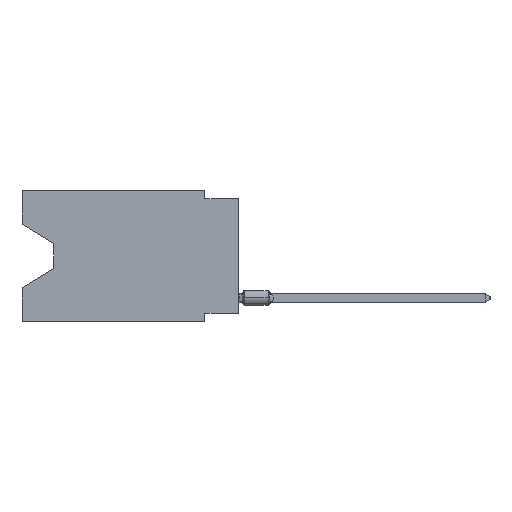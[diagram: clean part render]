
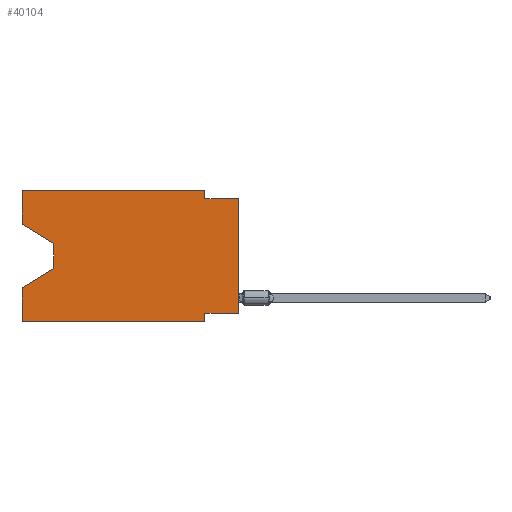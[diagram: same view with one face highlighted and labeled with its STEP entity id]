
A CAD part, left-side view. The second image highlights one B-rep face of the part: STEP entity #40104.
In plain terms, the highlighted planar face has unit normal (-1, 0, 0).
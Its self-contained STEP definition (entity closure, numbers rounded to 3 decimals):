
#194 = DIRECTION ( 'NONE',  ( 0., 0., 1. ) ) ;
#929 = DIRECTION ( 'NONE',  ( 0., 0., 1. ) ) ;
#930 = CARTESIAN_POINT ( 'NONE',  ( 0., 0., -0.635 ) ) ;
#1390 = CARTESIAN_POINT ( 'NONE',  ( 0., 16.383, 0. ) ) ;
#1891 = DIRECTION ( 'NONE',  ( 0., 0., -1. ) ) ;
#2012 = CARTESIAN_POINT ( 'NONE',  ( 0., 13.97, -5.893 ) ) ;
#2149 = EDGE_CURVE ( 'NONE', #15190, #5350, #23910, .T. ) ;
#2426 = LINE ( 'NONE', #11876, #6479 ) ;
#2904 = ORIENTED_EDGE ( 'NONE', *, *, #14236, .T. ) ;
#3076 = ORIENTED_EDGE ( 'NONE', *, *, #9840, .F. ) ;
#3418 = ORIENTED_EDGE ( 'NONE', *, *, #15228, .F. ) ;
#4387 = EDGE_CURVE ( 'NONE', #22249, #30492, #7865, .T. ) ;
#5057 = EDGE_CURVE ( 'NONE', #38498, #29235, #6833, .T. ) ;
#5350 = VERTEX_POINT ( 'NONE', #21970 ) ;
#6147 = DIRECTION ( 'NONE',  ( 0., -0.855, -0.519 ) ) ;
#6232 = DIRECTION ( 'NONE',  ( 0., 0., -1. ) ) ;
#6479 = VECTOR ( 'NONE', #14617, 1000. ) ;
#6513 = CARTESIAN_POINT ( 'NONE',  ( 0., 16.383, 0. ) ) ;
#6833 = LINE ( 'NONE', #930, #31610 ) ;
#7523 = LINE ( 'NONE', #24150, #25968 ) ;
#7788 = VECTOR ( 'NONE', #6147, 1000. ) ;
#7865 = LINE ( 'NONE', #36055, #14075 ) ;
#7911 = DIRECTION ( 'NONE',  ( 0., -1., 0. ) ) ;
#8979 = CARTESIAN_POINT ( 'NONE',  ( 0., 16.383, -9.906 ) ) ;
#9235 = AXIS2_PLACEMENT_3D ( 'NONE', #15324, #30727, #1891 ) ;
#9840 = EDGE_CURVE ( 'NONE', #5350, #38498, #31208, .T. ) ;
#10542 = LINE ( 'NONE', #13912, #33905 ) ;
#10853 = CARTESIAN_POINT ( 'NONE',  ( 0., 16.383, -9.906 ) ) ;
#11389 = CARTESIAN_POINT ( 'NONE',  ( 0., 2.54, -0.635 ) ) ;
#11876 = CARTESIAN_POINT ( 'NONE',  ( 0., 0., -9.271 ) ) ;
#12287 = ORIENTED_EDGE ( 'NONE', *, *, #40112, .T. ) ;
#12936 = VERTEX_POINT ( 'NONE', #2012 ) ;
#13912 = CARTESIAN_POINT ( 'NONE',  ( 0., 0., 0. ) ) ;
#14075 = VECTOR ( 'NONE', #929, 1000. ) ;
#14236 = EDGE_CURVE ( 'NONE', #12936, #30492, #7523, .T. ) ;
#14343 = EDGE_CURVE ( 'NONE', #15200, #29851, #2426, .T. ) ;
#14617 = DIRECTION ( 'NONE',  ( 0., 1., 0. ) ) ;
#14707 = LINE ( 'NONE', #19533, #36075 ) ;
#14873 = EDGE_CURVE ( 'NONE', #19410, #31637, #34972, .T. ) ;
#15190 = VERTEX_POINT ( 'NONE', #37650 ) ;
#15200 = VERTEX_POINT ( 'NONE', #33886 ) ;
#15228 = EDGE_CURVE ( 'NONE', #19410, #15190, #15768, .T. ) ;
#15324 = CARTESIAN_POINT ( 'NONE',  ( 0., 16.383, 0. ) ) ;
#15768 = LINE ( 'NONE', #6513, #32744 ) ;
#17432 = EDGE_LOOP ( 'NONE', ( #36544, #12287, #2904, #23469, #32218, #17812, #19379, #36059, #40028, #3076, #22043, #3418 ) ) ;
#17654 = VECTOR ( 'NONE', #31413, 1000. ) ;
#17812 = ORIENTED_EDGE ( 'NONE', *, *, #32664, .F. ) ;
#17881 = FACE_OUTER_BOUND ( 'NONE', #17432, .T. ) ;
#18500 = PLANE ( 'NONE',  #9235 ) ;
#18569 = CARTESIAN_POINT ( 'NONE',  ( 0., 2.54, 0. ) ) ;
#18965 = CARTESIAN_POINT ( 'NONE',  ( 0., 16.383, -7.36 ) ) ;
#19379 = ORIENTED_EDGE ( 'NONE', *, *, #14343, .F. ) ;
#19410 = VERTEX_POINT ( 'NONE', #29582 ) ;
#19533 = CARTESIAN_POINT ( 'NONE',  ( 0., 13.97, -4.013 ) ) ;
#19678 = LINE ( 'NONE', #35049, #37239 ) ;
#20611 = VERTEX_POINT ( 'NONE', #24401 ) ;
#21219 = EDGE_CURVE ( 'NONE', #22249, #20611, #21617, .T. ) ;
#21617 = LINE ( 'NONE', #8979, #28608 ) ;
#21833 = DIRECTION ( 'NONE',  ( 0., -1., 0. ) ) ;
#21947 = CARTESIAN_POINT ( 'NONE',  ( 0., 16.383, -2.546 ) ) ;
#21970 = CARTESIAN_POINT ( 'NONE',  ( 0., 2.54, 0. ) ) ;
#22043 = ORIENTED_EDGE ( 'NONE', *, *, #2149, .F. ) ;
#22249 = VERTEX_POINT ( 'NONE', #10853 ) ;
#23252 = CARTESIAN_POINT ( 'NONE',  ( 0., 13.97, -4.013 ) ) ;
#23469 = ORIENTED_EDGE ( 'NONE', *, *, #4387, .F. ) ;
#23910 = LINE ( 'NONE', #1390, #37575 ) ;
#24150 = CARTESIAN_POINT ( 'NONE',  ( 0., 13.97, -5.893 ) ) ;
#24401 = CARTESIAN_POINT ( 'NONE',  ( 0., 2.54, -9.906 ) ) ;
#25968 = VECTOR ( 'NONE', #30686, 1000. ) ;
#26769 = DIRECTION ( 'NONE',  ( 0., 0., 1. ) ) ;
#28608 = VECTOR ( 'NONE', #21833, 1000. ) ;
#29007 = DIRECTION ( 'NONE',  ( 0., 0., -1. ) ) ;
#29235 = VERTEX_POINT ( 'NONE', #38617 ) ;
#29553 = DIRECTION ( 'NONE',  ( 0., -1., 0. ) ) ;
#29582 = CARTESIAN_POINT ( 'NONE',  ( 0., 16.383, -2.546 ) ) ;
#29851 = VERTEX_POINT ( 'NONE', #30628 ) ;
#30492 = VERTEX_POINT ( 'NONE', #18965 ) ;
#30628 = CARTESIAN_POINT ( 'NONE',  ( 0., 2.54, -9.271 ) ) ;
#30686 = DIRECTION ( 'NONE',  ( 0., 0.855, -0.519 ) ) ;
#30727 = DIRECTION ( 'NONE',  ( 1., 0., 0. ) ) ;
#31208 = LINE ( 'NONE', #18569, #17654 ) ;
#31413 = DIRECTION ( 'NONE',  ( 0., 0., -1. ) ) ;
#31610 = VECTOR ( 'NONE', #29553, 1000. ) ;
#31637 = VERTEX_POINT ( 'NONE', #23252 ) ;
#32218 = ORIENTED_EDGE ( 'NONE', *, *, #21219, .T. ) ;
#32664 = EDGE_CURVE ( 'NONE', #29851, #20611, #19678, .T. ) ;
#32744 = VECTOR ( 'NONE', #194, 1000. ) ;
#33886 = CARTESIAN_POINT ( 'NONE',  ( 0., 0., -9.271 ) ) ;
#33905 = VECTOR ( 'NONE', #26769, 1000. ) ;
#34972 = LINE ( 'NONE', #21947, #7788 ) ;
#35049 = CARTESIAN_POINT ( 'NONE',  ( 0., 2.54, -9.906 ) ) ;
#36055 = CARTESIAN_POINT ( 'NONE',  ( 0., 16.383, 0. ) ) ;
#36059 = ORIENTED_EDGE ( 'NONE', *, *, #36909, .T. ) ;
#36075 = VECTOR ( 'NONE', #29007, 1000. ) ;
#36544 = ORIENTED_EDGE ( 'NONE', *, *, #14873, .T. ) ;
#36909 = EDGE_CURVE ( 'NONE', #15200, #29235, #10542, .T. ) ;
#37239 = VECTOR ( 'NONE', #6232, 1000. ) ;
#37575 = VECTOR ( 'NONE', #7911, 1000. ) ;
#37650 = CARTESIAN_POINT ( 'NONE',  ( 0., 16.383, 0. ) ) ;
#38498 = VERTEX_POINT ( 'NONE', #11389 ) ;
#38617 = CARTESIAN_POINT ( 'NONE',  ( 0., 0., -0.635 ) ) ;
#40028 = ORIENTED_EDGE ( 'NONE', *, *, #5057, .F. ) ;
#40104 = ADVANCED_FACE ( 'NONE', ( #17881 ), #18500, .F. ) ;
#40112 = EDGE_CURVE ( 'NONE', #31637, #12936, #14707, .T. ) ;
